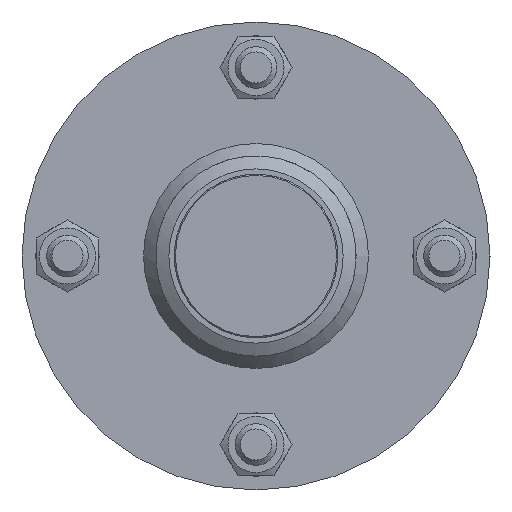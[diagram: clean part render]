
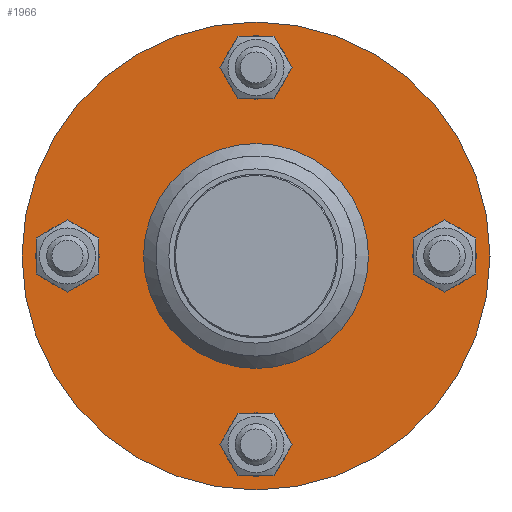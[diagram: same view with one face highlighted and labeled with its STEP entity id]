
A CAD part, left-side view. The second image highlights one B-rep face of the part: STEP entity #1966.
In plain terms, the highlighted planar face has unit normal (-1, 0, 0).
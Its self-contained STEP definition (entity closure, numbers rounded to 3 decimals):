
#1627=CARTESIAN_POINT('',(0.,-81.5,0.));
#1628=VERTEX_POINT('',#1627);
#1629=CARTESIAN_POINT('',(0.,-72.5,0.));
#1630=DIRECTION('',(1.0,0.0,0.0));
#1631=DIRECTION('',(0.0,-1.0,0.0));
#1632=AXIS2_PLACEMENT_3D('',#1629,#1630,#1631);
#1633=CIRCLE('',#1632,9.0);
#1634=EDGE_CURVE('',#1628,#1628,#1633,.T.);
#1655=CARTESIAN_POINT('',(0.,0.,81.5));
#1656=VERTEX_POINT('',#1655);
#1657=CARTESIAN_POINT('',(0.,0.,72.5));
#1658=DIRECTION('',(1.0,0.0,0.0));
#1659=DIRECTION('',(0.0,0.0,1.0));
#1660=AXIS2_PLACEMENT_3D('',#1657,#1658,#1659);
#1661=CIRCLE('',#1660,9.0);
#1662=EDGE_CURVE('',#1656,#1656,#1661,.T.);
#1683=CARTESIAN_POINT('',(0.,81.5,0.));
#1684=VERTEX_POINT('',#1683);
#1685=CARTESIAN_POINT('',(0.,72.5,0.));
#1686=DIRECTION('',(1.0,0.0,0.0));
#1687=DIRECTION('',(0.0,1.0,0.0));
#1688=AXIS2_PLACEMENT_3D('',#1685,#1686,#1687);
#1689=CIRCLE('',#1688,9.0);
#1690=EDGE_CURVE('',#1684,#1684,#1689,.T.);
#1711=CARTESIAN_POINT('',(0.,0.0,-81.5));
#1712=VERTEX_POINT('',#1711);
#1713=CARTESIAN_POINT('',(0.,0.,-72.5));
#1714=DIRECTION('',(1.0,0.0,0.0));
#1715=DIRECTION('',(0.0,0.0,-1.0));
#1716=AXIS2_PLACEMENT_3D('',#1713,#1714,#1715);
#1717=CIRCLE('',#1716,9.0);
#1718=EDGE_CURVE('',#1712,#1712,#1717,.T.);
#1851=CARTESIAN_POINT('',(0.,90.0,0.0));
#1852=VERTEX_POINT('',#1851);
#1853=CARTESIAN_POINT('',(0.,0.0,0.0));
#1854=DIRECTION('',(1.0,0.0,0.0));
#1855=DIRECTION('',(0.0,1.0,0.0));
#1856=AXIS2_PLACEMENT_3D('',#1853,#1854,#1855);
#1857=CIRCLE('',#1856,90.0);
#1858=EDGE_CURVE('',#1852,#1852,#1857,.T.);
#1928=CARTESIAN_POINT('',(0.,43.267,0.0));
#1929=VERTEX_POINT('',#1928);
#1930=CARTESIAN_POINT('',(0.,0.0,0.0));
#1931=DIRECTION('',(1.0,0.0,0.0));
#1932=DIRECTION('',(0.0,1.0,0.0));
#1933=AXIS2_PLACEMENT_3D('',#1930,#1931,#1932);
#1934=CIRCLE('',#1933,43.267);
#1935=EDGE_CURVE('',#1929,#1929,#1934,.T.);
#1943=CARTESIAN_POINT('',(0.,66.634,0.0));
#1944=DIRECTION('',(-1.0,0.0,0.0));
#1945=DIRECTION('',(0.0,0.0,1.0));
#1946=AXIS2_PLACEMENT_3D('',#1943,#1944,#1945);
#1947=PLANE('',#1946);
#1948=ORIENTED_EDGE('',*,*,#1858,.F.);
#1949=EDGE_LOOP('',(#1948));
#1950=FACE_OUTER_BOUND('',#1949,.T.);
#1951=ORIENTED_EDGE('',*,*,#1634,.T.);
#1952=EDGE_LOOP('',(#1951));
#1953=FACE_BOUND('',#1952,.T.);
#1954=ORIENTED_EDGE('',*,*,#1662,.T.);
#1955=EDGE_LOOP('',(#1954));
#1956=FACE_BOUND('',#1955,.T.);
#1957=ORIENTED_EDGE('',*,*,#1690,.T.);
#1958=EDGE_LOOP('',(#1957));
#1959=FACE_BOUND('',#1958,.T.);
#1960=ORIENTED_EDGE('',*,*,#1718,.T.);
#1961=EDGE_LOOP('',(#1960));
#1962=FACE_BOUND('',#1961,.T.);
#1963=ORIENTED_EDGE('',*,*,#1935,.T.);
#1964=EDGE_LOOP('',(#1963));
#1965=FACE_BOUND('',#1964,.T.);
#1966=ADVANCED_FACE('',(#1950,#1953,#1956,#1959,#1962,#1965),#1947,.T.);
